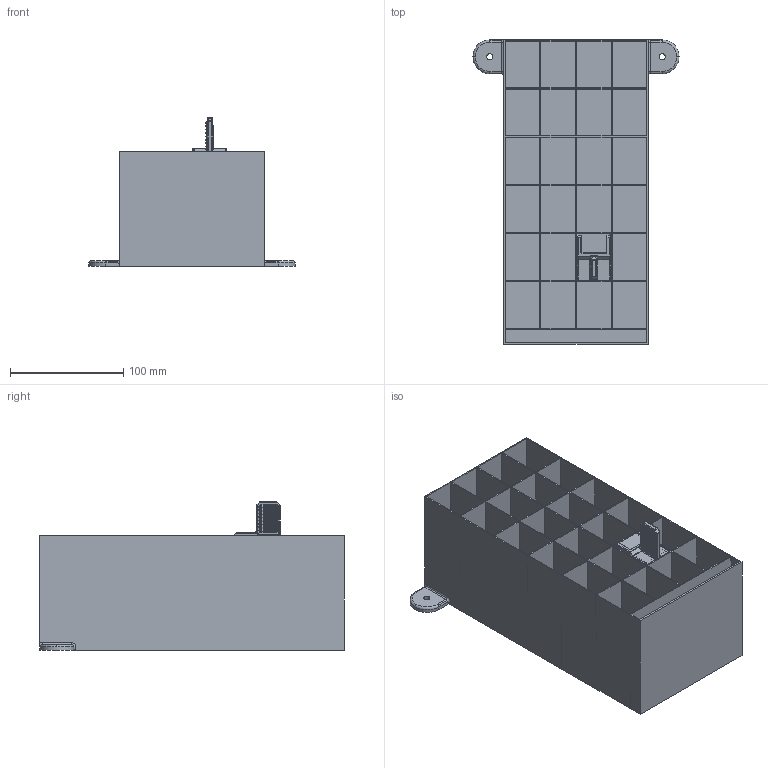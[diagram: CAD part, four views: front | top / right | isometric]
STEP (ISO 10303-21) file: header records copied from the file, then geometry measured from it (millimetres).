
FILE_DESCRIPTION (( 'STEP AP214' ), '1' );
FILE_NAME ('0258 Small Bin Lot 4x6.STEP', '2021-12-29T18:59:02', ( '' ), ( '' ), 'SwSTEP 2.0', 'SolidWorks 2022', '' );
FILE_SCHEMA (( 'AUTOMOTIVE_DESIGN' ));
Length unit declared in the file: millimetre
Products named in the file (1): 0258 Small Bin Lot 4x6
Bounding box: 182.4 x 269.3 x 131.5 mm (x, y, z)
Volume: 301286.3 mm3; surface area: 559463.1 mm2
Topology: 3 solids, 3 shells, 621 faces, 1484 edges, 889 vertices
Faces by surface type: cylinder 220, plane 197, torus 104, sphere 84, bspline 16
Entity records: 18545 total; most frequent: CARTESIAN_POINT 3978, DIRECTION 3233, ORIENTED_EDGE 2952, EDGE_CURVE 1476, AXIS2_PLACEMENT_3D 1262, VERTEX_POINT 889, LINE 709, VECTOR 709
